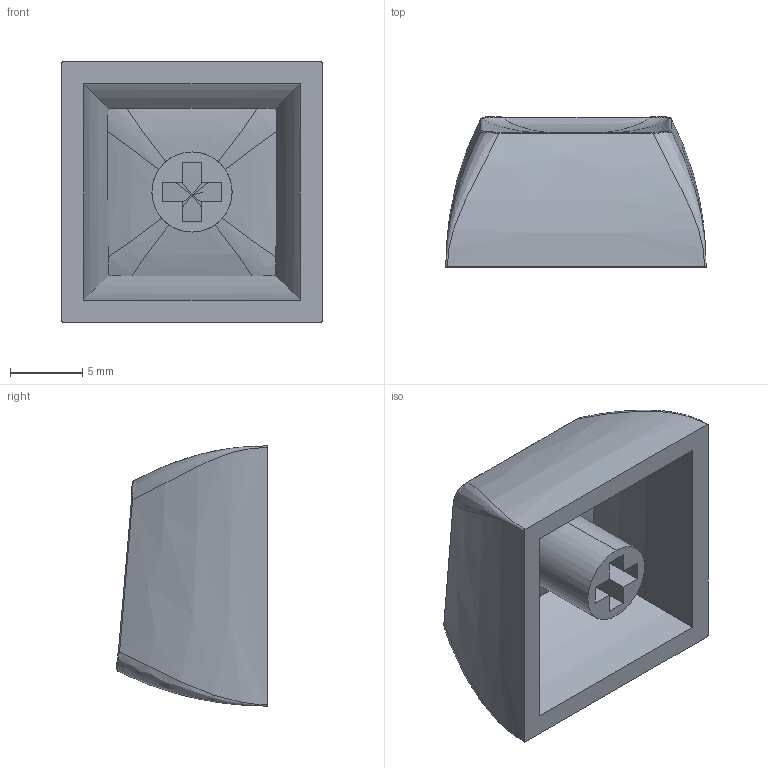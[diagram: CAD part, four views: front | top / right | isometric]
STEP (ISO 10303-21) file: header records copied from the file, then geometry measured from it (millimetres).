
FILE_DESCRIPTION (( 'STEP AP203' ), '1' );
FILE_NAME ('QROW-1U.STEP', '2021-06-17T13:55:13', ( '' ), ( '' ), 'SwSTEP 2.0', 'SolidWorks 2019', '' );
FILE_SCHEMA (( 'CONFIG_CONTROL_DESIGN' ));
Length unit declared in the file: millimetre
Products named in the file (1): QROW-1U
Bounding box: 18 x 10.43 x 18 mm (x, y, z)
Volume: 1179.2 mm3; surface area: 1781.2 mm2
Topology: 1 solids, 1 shells, 68 faces, 183 edges, 102 vertices
Faces by surface type: bspline 52, plane 14, cylinder 2
Entity records: 6081 total; most frequent: CARTESIAN_POINT 4837, ORIENTED_EDGE 332, EDGE_CURVE 166, B_SPLINE_CURVE_WITH_KNOTS 126, VERTEX_POINT 102, DIRECTION 84, EDGE_LOOP 70, ADVANCED_FACE 68
